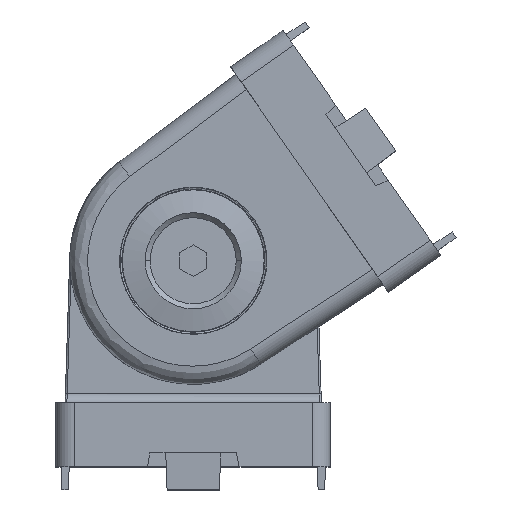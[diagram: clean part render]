
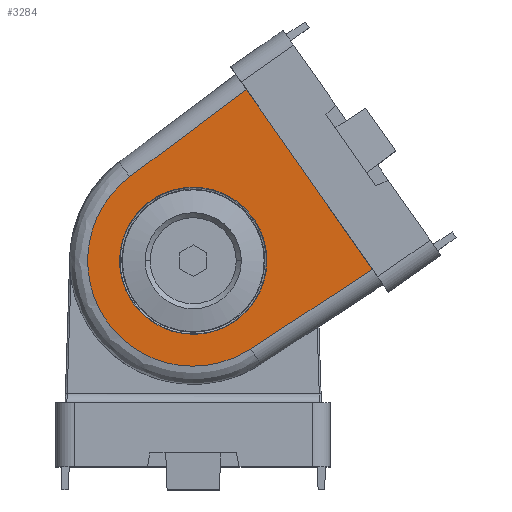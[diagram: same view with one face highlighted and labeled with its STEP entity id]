
A CAD part, top view. The second image highlights one B-rep face of the part: STEP entity #3284.
In plain terms, the highlighted face is planar.
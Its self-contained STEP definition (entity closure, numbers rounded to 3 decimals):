
#398 = DIRECTION ( 'NONE',  ( 0., 0.017, -1. ) ) ;
#403 = DIRECTION ( 'NONE',  ( 0., -1., -0.017 ) ) ;
#407 = CARTESIAN_POINT ( 'NONE',  ( -15., 14., 7. ) ) ;
#689 = PLANE ( 'NONE',  #7207 ) ;
#803 = CARTESIAN_POINT ( 'NONE',  ( 11.494, 13.722, 22.901 ) ) ;
#1178 = CARTESIAN_POINT ( 'NONE',  ( -12., 14., 7. ) ) ;
#1356 = CARTESIAN_POINT ( 'NONE',  ( -15., 14., 7. ) ) ;
#1406 = DIRECTION ( 'NONE',  ( -1., 0., 0. ) ) ;
#1707 = LINE ( 'NONE', #2423, #2858 ) ;
#1943 = VERTEX_POINT ( 'NONE', #7792 ) ;
#2163 = CARTESIAN_POINT ( 'NONE',  ( 0., 13.87, 14.452 ) ) ;
#2173 = CARTESIAN_POINT ( 'NONE',  ( 16.086, 13.87, 14.452 ) ) ;
#2296 = CARTESIAN_POINT ( 'NONE',  ( 0., 13.589, 30.538 ) ) ;
#2313 = CARTESIAN_POINT ( 'NONE',  ( 16.086, 13.589, 30.538 ) ) ;
#2372 = DIRECTION ( 'NONE',  ( -0.032, 0.017, -0.999 ) ) ;
#2423 = CARTESIAN_POINT ( 'NONE',  ( -11.495, 13.723, 22.861 ) ) ;
#2832 = VERTEX_POINT ( 'NONE', #3748 ) ;
#2858 = VECTOR ( 'NONE', #2372, 1000. ) ;
#2930 = EDGE_CURVE ( 'NONE', #1943, #6740, #3422, .T. ) ;
#2932 = LINE ( 'NONE', #1356, #5027 ) ;
#2937 =( BOUNDED_CURVE ( )  B_SPLINE_CURVE ( 3, ( #4494, #4684, #4394, #4382 ),
 .UNSPECIFIED., .F., .F. ) 
 B_SPLINE_CURVE_WITH_KNOTS ( ( 4, 4 ),
 ( 0., 3.142 ),
 .UNSPECIFIED. ) 
 CURVE ( )  GEOMETRIC_REPRESENTATION_ITEM ( )  RATIONAL_B_SPLINE_CURVE ( ( 1., 0.333, 0.333, 1. ) ) 
 REPRESENTATION_ITEM ( '' )  );
#2944 = FACE_BOUND ( 'NONE', #6996, .T. ) ;
#3016 = EDGE_CURVE ( 'NONE', #3780, #6998, #1707, .T. ) ;
#3083 = CARTESIAN_POINT ( 'NONE',  ( -11.494, 13.722, 22.901 ) ) ;
#3187 = EDGE_CURVE ( 'NONE', #1943, #6998, #2932, .T. ) ;
#3284 = ADVANCED_FACE ( 'NONE', ( #2944, #8630 ), #689, .F. ) ;
#3422 = LINE ( 'NONE', #3567, #5078 ) ;
#3567 = CARTESIAN_POINT ( 'NONE',  ( 12., 14., 7. ) ) ;
#3588 = DIRECTION ( 'NONE',  ( -0.032, -0.017, 0.999 ) ) ;
#3748 = CARTESIAN_POINT ( 'NONE',  ( 0., 13.87, 14.452 ) ) ;
#3780 = VERTEX_POINT ( 'NONE', #3083 ) ;
#3861 = CARTESIAN_POINT ( 'NONE',  ( 0., 13.589, 30.538 ) ) ;
#3968 = ORIENTED_EDGE ( 'NONE', *, *, #3187, .T. ) ;
#4382 = CARTESIAN_POINT ( 'NONE',  ( 0., 13.589, 30.538 ) ) ;
#4394 = CARTESIAN_POINT ( 'NONE',  ( -16.086, 13.589, 30.538 ) ) ;
#4494 = CARTESIAN_POINT ( 'NONE',  ( 0., 13.87, 14.452 ) ) ;
#4572 = ORIENTED_EDGE ( 'NONE', *, *, #5446, .F. ) ;
#4684 = CARTESIAN_POINT ( 'NONE',  ( -16.086, 13.87, 14.452 ) ) ;
#4700 = ORIENTED_EDGE ( 'NONE', *, *, #5553, .F. ) ;
#4843 = ORIENTED_EDGE ( 'NONE', *, *, #2930, .F. ) ;
#5020 = CARTESIAN_POINT ( 'NONE',  ( 11.494, 13.722, 22.901 ) ) ;
#5027 = VECTOR ( 'NONE', #1406, 1000. ) ;
#5078 = VECTOR ( 'NONE', #3588, 1000. ) ;
#5446 = EDGE_CURVE ( 'NONE', #2832, #8165, #2937, .T. ) ;
#5553 = EDGE_CURVE ( 'NONE', #8165, #2832, #5708, .T. ) ;
#5708 =( BOUNDED_CURVE ( )  B_SPLINE_CURVE ( 3, ( #2296, #2313, #2173, #2163 ),
 .UNSPECIFIED., .F., .F. ) 
 B_SPLINE_CURVE_WITH_KNOTS ( ( 4, 4 ),
 ( 3.142, 6.283 ),
 .UNSPECIFIED. ) 
 CURVE ( )  GEOMETRIC_REPRESENTATION_ITEM ( )  RATIONAL_B_SPLINE_CURVE ( ( 1., 0.333, 0.333, 1. ) ) 
 REPRESENTATION_ITEM ( '' )  );
#5896 = EDGE_CURVE ( 'NONE', #6740, #3780, #7286, .T. ) ;
#6339 = EDGE_LOOP ( 'NONE', ( #4843, #3968, #6720, #6978 ) ) ;
#6720 = ORIENTED_EDGE ( 'NONE', *, *, #3016, .F. ) ;
#6740 = VERTEX_POINT ( 'NONE', #5020 ) ;
#6978 = ORIENTED_EDGE ( 'NONE', *, *, #5896, .F. ) ;
#6996 = EDGE_LOOP ( 'NONE', ( #4700, #4572 ) ) ;
#6998 = VERTEX_POINT ( 'NONE', #1178 ) ;
#7207 = AXIS2_PLACEMENT_3D ( 'NONE', #407, #403, #398 ) ;
#7286 = B_SPLINE_CURVE_WITH_KNOTS ( 'NONE', 3,
 ( #803, #8481, #8473, #8457, #8447, #8442, #8439, #8433, #8420, #8403, #8399, #8377, #8375, #8364, #8362, #8351, #8345, #8335 ),
 .UNSPECIFIED., .F., .F.,
 ( 4, 2, 2, 2, 2, 2, 2, 2, 4 ),
 ( 0., 0.125, 0.25, 0.375, 0.5, 0.625, 0.75, 0.875, 1. ),
 .UNSPECIFIED. ) ;
#7792 = CARTESIAN_POINT ( 'NONE',  ( 12., 14., 7. ) ) ;
#8165 = VERTEX_POINT ( 'NONE', #3861 ) ;
#8335 = CARTESIAN_POINT ( 'NONE',  ( -11.494, 13.722, 22.901 ) ) ;
#8345 = CARTESIAN_POINT ( 'NONE',  ( -11.447, 13.697, 24.375 ) ) ;
#8351 = CARTESIAN_POINT ( 'NONE',  ( -11.113, 13.671, 25.839 ) ) ;
#8362 = CARTESIAN_POINT ( 'NONE',  ( -9.92, 13.624, 28.537 ) ) ;
#8364 = CARTESIAN_POINT ( 'NONE',  ( -9.061, 13.603, 29.769 ) ) ;
#8375 = CARTESIAN_POINT ( 'NONE',  ( -6.942, 13.567, 31.821 ) ) ;
#8377 = CARTESIAN_POINT ( 'NONE',  ( -5.683, 13.552, 32.641 ) ) ;
#8399 = CARTESIAN_POINT ( 'NONE',  ( -2.949, 13.533, 33.748 ) ) ;
#8403 = CARTESIAN_POINT ( 'NONE',  ( -1.475, 13.528, 34.035 ) ) ;
#8420 = CARTESIAN_POINT ( 'NONE',  ( 1.475, 13.528, 34.035 ) ) ;
#8433 = CARTESIAN_POINT ( 'NONE',  ( 2.949, 13.533, 33.748 ) ) ;
#8439 = CARTESIAN_POINT ( 'NONE',  ( 5.683, 13.552, 32.641 ) ) ;
#8442 = CARTESIAN_POINT ( 'NONE',  ( 6.942, 13.567, 31.821 ) ) ;
#8447 = CARTESIAN_POINT ( 'NONE',  ( 9.061, 13.603, 29.769 ) ) ;
#8457 = CARTESIAN_POINT ( 'NONE',  ( 9.92, 13.624, 28.537 ) ) ;
#8473 = CARTESIAN_POINT ( 'NONE',  ( 11.113, 13.671, 25.839 ) ) ;
#8481 = CARTESIAN_POINT ( 'NONE',  ( 11.447, 13.697, 24.375 ) ) ;
#8630 = FACE_OUTER_BOUND ( 'NONE', #6339, .T. ) ;
